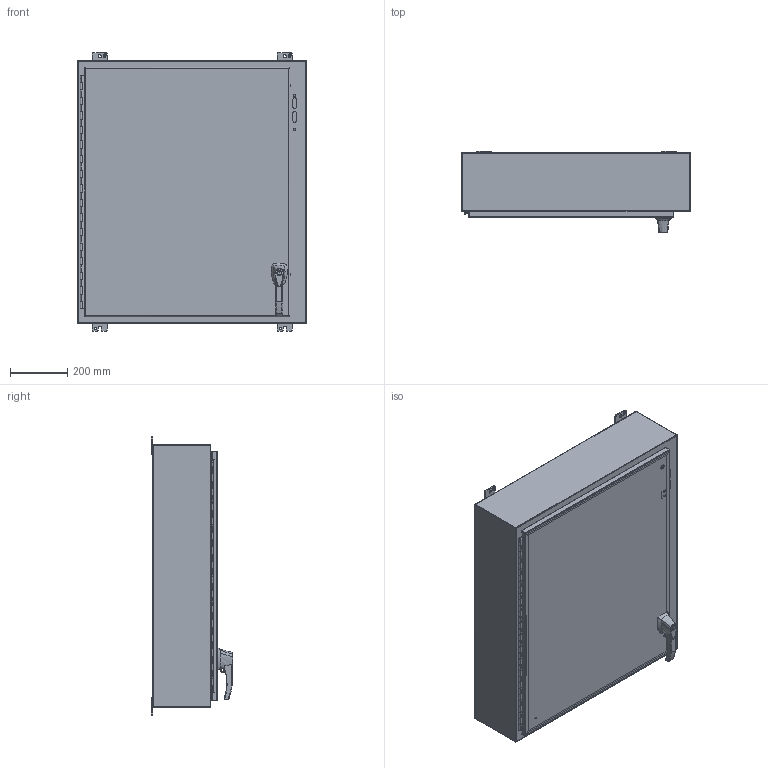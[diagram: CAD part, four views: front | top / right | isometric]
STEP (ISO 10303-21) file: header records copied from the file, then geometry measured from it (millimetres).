
FILE_DESCRIPTION (( 'STEP AP214' ), '1' );
FILE_NAME ('1447SG8HK.STEP', '2019-11-11T18:04:40', ( '' ), ( '' ), 'SwSTEP 2.0', 'SolidWorks 2019', '' );
FILE_SCHEMA (( 'AUTOMOTIVE_DESIGN' ));
Length unit declared in the file: millimetre
Products named in the file (1): 1447SG8HK
Bounding box: 796.93 x 283.9 x 971.54 mm (x, y, z)
Volume: 6548122.8 mm3; surface area: 6531972 mm2
Topology: 58 solids, 59 shells, 1381 faces, 3452 edges, 2224 vertices
Faces by surface type: plane 849, cylinder 409, bspline 62, cone 29, torus 16, sphere 16
Full cylindrical faces by diameter (mm): 3.967 x2, 4.394 x2, 4.47 x4, 4.572 x2, 4.763 x1, 4.775 x2, 4.976 x1, 5.461 x2, 5.893 x1, 5.918 x1, 6.35 x11, 6.502 x1, 6.731 x2, 7.137 x4, 7.805 x4, 7.938 x6, 8.001 x1, 8.128 x1, 8.255 x1, 8.382 x6, 8.484 x1, 8.89 x1, 9.525 x11, 10.008 x1, 10.211 x2, 10.49 x2, 11.049 x1, 11.112 x4, 11.303 x4, 11.989 x1
Entity records: 80064 total; most frequent: CARTESIAN_POINT 33336, ORIENTED_EDGE 6510, DIRECTION 6486, EDGE_CURVE 3255, VERTEX_POINT 2204, VECTOR 2174, LINE 2174, AXIS2_PLACEMENT_3D 2156
